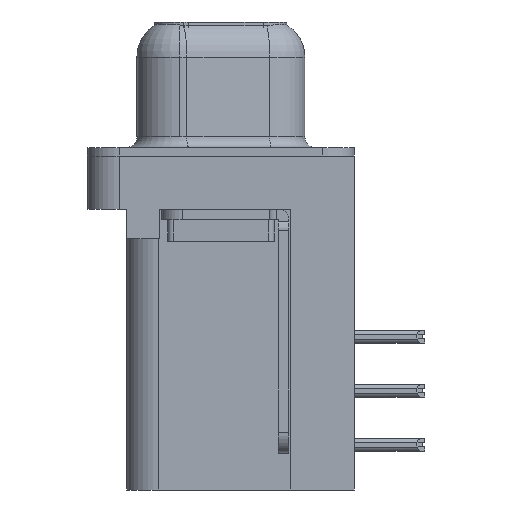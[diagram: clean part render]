
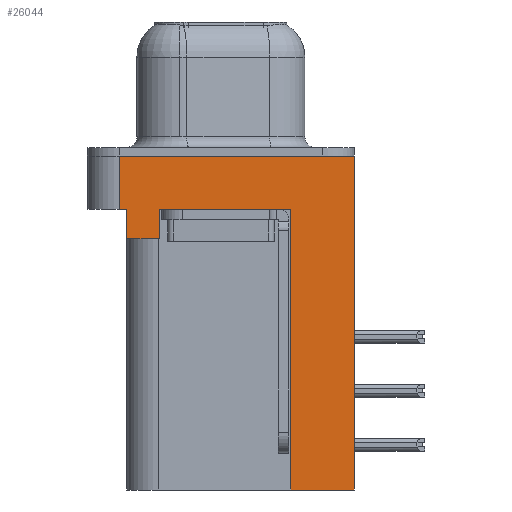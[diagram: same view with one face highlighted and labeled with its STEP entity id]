
A CAD part, left-side view. The second image highlights one B-rep face of the part: STEP entity #26044.
In plain terms, the highlighted planar face has unit normal (-1, 0, 0).
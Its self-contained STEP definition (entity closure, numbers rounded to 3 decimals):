
#279 = VECTOR ( 'NONE', #16974, 1000. ) ;
#323 = DIRECTION ( 'NONE',  ( 0., 0., 1. ) ) ;
#946 = ORIENTED_EDGE ( 'NONE', *, *, #33814, .F. ) ;
#1115 = ORIENTED_EDGE ( 'NONE', *, *, #21383, .F. ) ;
#2121 = CARTESIAN_POINT ( 'NONE',  ( -2.935, -6.275, 0. ) ) ;
#2341 = VECTOR ( 'NONE', #33595, 1000. ) ;
#2520 = DIRECTION ( 'NONE',  ( 0., 1., 0. ) ) ;
#2632 = CARTESIAN_POINT ( 'NONE',  ( -2.935, 4.425, -3.9 ) ) ;
#3260 = DIRECTION ( 'NONE',  ( 0., 0., 1. ) ) ;
#5215 = LINE ( 'NONE', #25141, #13582 ) ;
#5247 = CARTESIAN_POINT ( 'NONE',  ( -2.935, -6.275, -2.5 ) ) ;
#5307 = DIRECTION ( 'NONE',  ( 0., 0., 1. ) ) ;
#5389 = ORIENTED_EDGE ( 'NONE', *, *, #5774, .T. ) ;
#5774 = EDGE_CURVE ( 'NONE', #8461, #15272, #5215, .T. ) ;
#6922 = CARTESIAN_POINT ( 'NONE',  ( -2.935, 2.895, -2.5 ) ) ;
#6941 = DIRECTION ( 'NONE',  ( -1., 0., 0. ) ) ;
#7017 = ORIENTED_EDGE ( 'NONE', *, *, #18190, .T. ) ;
#7476 = VERTEX_POINT ( 'NONE', #17326 ) ;
#8335 = DIRECTION ( 'NONE',  ( 0., 0., 1. ) ) ;
#8461 = VERTEX_POINT ( 'NONE', #6922 ) ;
#8489 = EDGE_CURVE ( 'NONE', #34077, #14641, #30544, .T. ) ;
#8901 = EDGE_LOOP ( 'NONE', ( #1115, #32310, #14731, #21182, #28952, #7017, #5389, #21782, #946, #13215 ) ) ;
#9614 = AXIS2_PLACEMENT_3D ( 'NONE', #21101, #6941, #18300 ) ;
#9738 = FACE_OUTER_BOUND ( 'NONE', #8901, .T. ) ;
#10528 = CARTESIAN_POINT ( 'NONE',  ( -2.935, -3.295, -15.7 ) ) ;
#11554 = DIRECTION ( 'NONE',  ( 0., 1., 0. ) ) ;
#12122 = VERTEX_POINT ( 'NONE', #27754 ) ;
#13102 = VECTOR ( 'NONE', #3260, 1000. ) ;
#13215 = ORIENTED_EDGE ( 'NONE', *, *, #17856, .T. ) ;
#13420 = VERTEX_POINT ( 'NONE', #35869 ) ;
#13582 = VECTOR ( 'NONE', #36252, 1000. ) ;
#14238 = VECTOR ( 'NONE', #8335, 1000. ) ;
#14252 = LINE ( 'NONE', #28558, #13102 ) ;
#14485 = VECTOR ( 'NONE', #323, 1000. ) ;
#14641 = VERTEX_POINT ( 'NONE', #20244 ) ;
#14731 = ORIENTED_EDGE ( 'NONE', *, *, #8489, .T. ) ;
#14960 = VERTEX_POINT ( 'NONE', #14992 ) ;
#14992 = CARTESIAN_POINT ( 'NONE',  ( -2.935, -6.275, 0. ) ) ;
#15272 = VERTEX_POINT ( 'NONE', #23242 ) ;
#16137 = CARTESIAN_POINT ( 'NONE',  ( -2.935, -6.275, -2.5 ) ) ;
#16974 = DIRECTION ( 'NONE',  ( 0., -1., 0. ) ) ;
#17326 = CARTESIAN_POINT ( 'NONE',  ( -2.935, -3.295, -15.7 ) ) ;
#17664 = VERTEX_POINT ( 'NONE', #28967 ) ;
#17856 = EDGE_CURVE ( 'NONE', #17664, #14960, #22279, .T. ) ;
#18190 = EDGE_CURVE ( 'NONE', #13420, #8461, #25285, .T. ) ;
#18300 = DIRECTION ( 'NONE',  ( 0., 0., 1. ) ) ;
#18766 = EDGE_CURVE ( 'NONE', #34077, #12122, #19462, .T. ) ;
#18991 = CARTESIAN_POINT ( 'NONE',  ( -2.935, 2.895, -3.9 ) ) ;
#19462 = LINE ( 'NONE', #36715, #31446 ) ;
#20244 = CARTESIAN_POINT ( 'NONE',  ( -2.935, 4.425, -2.5 ) ) ;
#21101 = CARTESIAN_POINT ( 'NONE',  ( -2.935, -6.275, -2.5 ) ) ;
#21182 = ORIENTED_EDGE ( 'NONE', *, *, #30387, .F. ) ;
#21383 = EDGE_CURVE ( 'NONE', #12122, #14960, #25199, .T. ) ;
#21782 = ORIENTED_EDGE ( 'NONE', *, *, #34726, .F. ) ;
#21844 = DIRECTION ( 'NONE',  ( 0., -1., 0. ) ) ;
#22279 = LINE ( 'NONE', #16137, #2341 ) ;
#22630 = LINE ( 'NONE', #10528, #25727 ) ;
#23242 = CARTESIAN_POINT ( 'NONE',  ( -2.935, -3.295, -2.5 ) ) ;
#25141 = CARTESIAN_POINT ( 'NONE',  ( -2.935, -6.275, -2.5 ) ) ;
#25160 = LINE ( 'NONE', #2632, #35057 ) ;
#25199 = LINE ( 'NONE', #2121, #34370 ) ;
#25285 = LINE ( 'NONE', #18991, #14238 ) ;
#25727 = VECTOR ( 'NONE', #2520, 1000. ) ;
#25823 = CARTESIAN_POINT ( 'NONE',  ( -2.935, -3.295, -15.7 ) ) ;
#26044 = ADVANCED_FACE ( 'NONE', ( #9738 ), #35197, .T. ) ;
#27754 = CARTESIAN_POINT ( 'NONE',  ( -2.935, 4.775, 0. ) ) ;
#28163 = VERTEX_POINT ( 'NONE', #34852 ) ;
#28558 = CARTESIAN_POINT ( 'NONE',  ( -2.935, 4.425, -3.9 ) ) ;
#28952 = ORIENTED_EDGE ( 'NONE', *, *, #31232, .F. ) ;
#28967 = CARTESIAN_POINT ( 'NONE',  ( -2.935, -6.275, -15.7 ) ) ;
#30387 = EDGE_CURVE ( 'NONE', #28163, #14641, #14252, .T. ) ;
#30544 = LINE ( 'NONE', #5247, #279 ) ;
#31232 = EDGE_CURVE ( 'NONE', #13420, #28163, #25160, .T. ) ;
#31446 = VECTOR ( 'NONE', #5307, 1000. ) ;
#31693 = CARTESIAN_POINT ( 'NONE',  ( -2.935, 4.775, -2.5 ) ) ;
#32310 = ORIENTED_EDGE ( 'NONE', *, *, #18766, .F. ) ;
#33595 = DIRECTION ( 'NONE',  ( 0., 0., 1. ) ) ;
#33814 = EDGE_CURVE ( 'NONE', #17664, #7476, #22630, .T. ) ;
#34077 = VERTEX_POINT ( 'NONE', #31693 ) ;
#34370 = VECTOR ( 'NONE', #21844, 1000. ) ;
#34718 = LINE ( 'NONE', #25823, #14485 ) ;
#34726 = EDGE_CURVE ( 'NONE', #7476, #15272, #34718, .T. ) ;
#34852 = CARTESIAN_POINT ( 'NONE',  ( -2.935, 4.425, -3.9 ) ) ;
#35057 = VECTOR ( 'NONE', #11554, 1000. ) ;
#35197 = PLANE ( 'NONE',  #9614 ) ;
#35869 = CARTESIAN_POINT ( 'NONE',  ( -2.935, 2.895, -3.9 ) ) ;
#36252 = DIRECTION ( 'NONE',  ( 0., -1., 0. ) ) ;
#36715 = CARTESIAN_POINT ( 'NONE',  ( -2.935, 4.775, -2.5 ) ) ;
